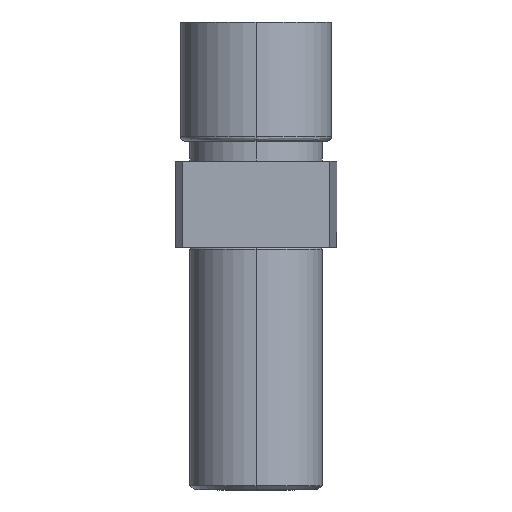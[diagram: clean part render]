
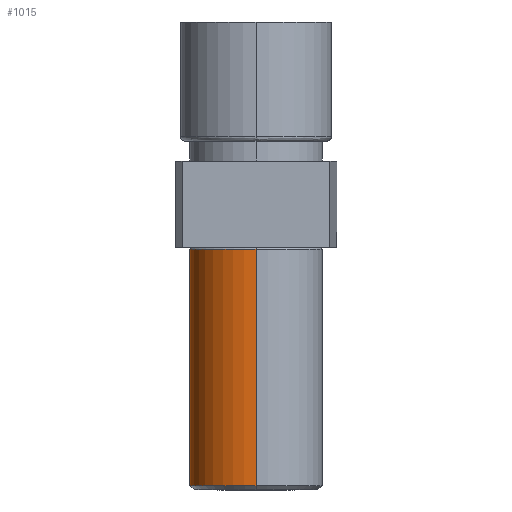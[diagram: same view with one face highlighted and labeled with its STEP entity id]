
A CAD part, left-side view. The second image highlights one B-rep face of the part: STEP entity #1015.
In plain terms, the highlighted cylindrical face has radius 3 mm (diameter 6 mm), a partial arc.
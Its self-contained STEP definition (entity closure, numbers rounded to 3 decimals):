
#1015 = ADVANCED_FACE ( 'NONE', ( #9042 ), #9043, .T. ) ;
#2057 = AXIS2_PLACEMENT_3D ( 'NONE', #9044, #9045, #9013 ) ;
#4215 = VERTEX_POINT ( 'NONE', #14346 ) ;
#4227 = VERTEX_POINT ( 'NONE', #14367 ) ;
#4246 = VERTEX_POINT ( 'NONE', #14423 ) ;
#4254 = VERTEX_POINT ( 'NONE', #14431 ) ;
#4634 = ORIENTED_EDGE ( 'NONE', *, *, #11836, .T. ) ;
#4676 = ORIENTED_EDGE ( 'NONE', *, *, #11815, .T. ) ;
#4685 = ORIENTED_EDGE ( 'NONE', *, *, #11793, .F. ) ;
#4693 = ORIENTED_EDGE ( 'NONE', *, *, #11840, .F. ) ;
#5772 = EDGE_LOOP ( 'NONE', ( #4693, #4676, #4634, #4685 ) ) ;
#9013 = DIRECTION ( 'NONE',  ( -1., 0., 0. ) ) ;
#9042 = FACE_OUTER_BOUND ( 'NONE', #5772, .T. ) ;
#9043 = CYLINDRICAL_SURFACE ( 'NONE', #2057, 3. ) ;
#9044 = CARTESIAN_POINT ( 'NONE',  ( -0.002, 0., -4.8 ) ) ;
#9045 = DIRECTION ( 'NONE',  ( 0., 0., -1. ) ) ;
#11793 = EDGE_CURVE ( 'NONE', #4227, #4254, #16131, .T. ) ;
#11815 = EDGE_CURVE ( 'NONE', #4246, #4215, #16182, .T. ) ;
#11836 = EDGE_CURVE ( 'NONE', #4215, #4254, #12757, .T. ) ;
#11840 = EDGE_CURVE ( 'NONE', #4246, #4227, #12714, .T. ) ;
#12681 = VECTOR ( 'NONE', #16134, 1000. ) ;
#12714 = CIRCLE ( 'NONE', #12719, 3. ) ;
#12719 = AXIS2_PLACEMENT_3D ( 'NONE', #16289, #16264, #16265 ) ;
#12732 = VECTOR ( 'NONE', #16202, 1000. ) ;
#12757 = CIRCLE ( 'NONE', #12764, 3. ) ;
#12764 = AXIS2_PLACEMENT_3D ( 'NONE', #16251, #16278, #16248 ) ;
#14346 = CARTESIAN_POINT ( 'NONE',  ( 2.998, 0., -15.6 ) ) ;
#14367 = CARTESIAN_POINT ( 'NONE',  ( -3.002, 0., -4.9 ) ) ;
#14423 = CARTESIAN_POINT ( 'NONE',  ( 2.998, 0., -4.9 ) ) ;
#14431 = CARTESIAN_POINT ( 'NONE',  ( -3.002, 0., -15.6 ) ) ;
#16131 = LINE ( 'NONE', #16147, #12681 ) ;
#16134 = DIRECTION ( 'NONE',  ( 0., 0., -1. ) ) ;
#16147 = CARTESIAN_POINT ( 'NONE',  ( -3.002, 0., -4.8 ) ) ;
#16169 = CARTESIAN_POINT ( 'NONE',  ( 2.998, 0., -4.8 ) ) ;
#16182 = LINE ( 'NONE', #16169, #12732 ) ;
#16202 = DIRECTION ( 'NONE',  ( 0., 0., -1. ) ) ;
#16248 = DIRECTION ( 'NONE',  ( -1., 0., 0. ) ) ;
#16251 = CARTESIAN_POINT ( 'NONE',  ( -0.002, 0., -15.6 ) ) ;
#16264 = DIRECTION ( 'NONE',  ( 0., 0., 1. ) ) ;
#16265 = DIRECTION ( 'NONE',  ( -1., 0., 0. ) ) ;
#16278 = DIRECTION ( 'NONE',  ( 0., 0., 1. ) ) ;
#16289 = CARTESIAN_POINT ( 'NONE',  ( -0.002, 0., -4.9 ) ) ;
